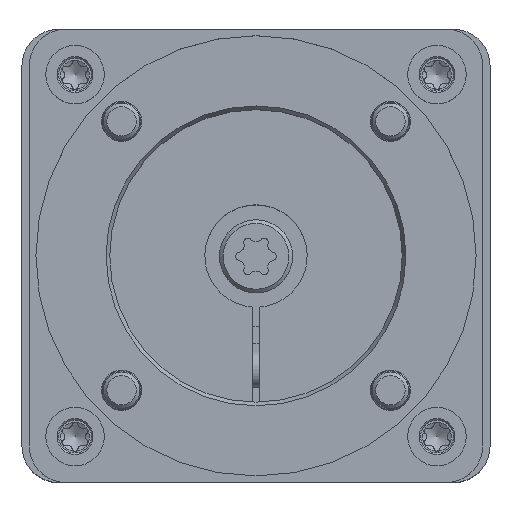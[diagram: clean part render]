
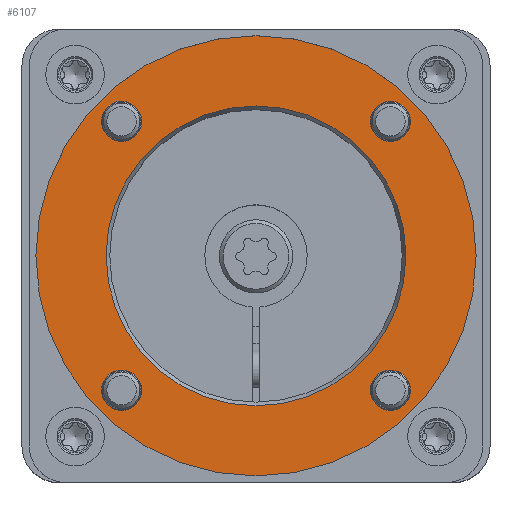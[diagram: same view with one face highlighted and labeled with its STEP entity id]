
A CAD part, top view. The second image highlights one B-rep face of the part: STEP entity #6107.
In plain terms, the highlighted planar face has unit normal (0, 0, 1).
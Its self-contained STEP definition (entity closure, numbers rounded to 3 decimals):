
#1938=ORIENTED_EDGE('',*,*,#3321,.T.);
#1939=ORIENTED_EDGE('',*,*,#3322,.T.);
#1940=ORIENTED_EDGE('',*,*,#3323,.T.);
#1941=ORIENTED_EDGE('',*,*,#3324,.T.);
#1942=ORIENTED_EDGE('',*,*,#3325,.T.);
#1943=ORIENTED_EDGE('',*,*,#3320,.F.);
#3320=EDGE_CURVE('',#4085,#4085,#4596,.T.);
#3321=EDGE_CURVE('',#4086,#4086,#4597,.T.);
#3322=EDGE_CURVE('',#4087,#4087,#4598,.F.);
#3323=EDGE_CURVE('',#4088,#4088,#4599,.F.);
#3324=EDGE_CURVE('',#4089,#4089,#4600,.F.);
#3325=EDGE_CURVE('',#4090,#4090,#4601,.F.);
#4085=VERTEX_POINT('',#11333);
#4086=VERTEX_POINT('',#11336);
#4087=VERTEX_POINT('',#11338);
#4088=VERTEX_POINT('',#11340);
#4089=VERTEX_POINT('',#11342);
#4090=VERTEX_POINT('',#11344);
#4596=CIRCLE('',#7833,30.1);
#4597=CIRCLE('',#7835,20.5);
#4598=CIRCLE('',#7836,2.75);
#4599=CIRCLE('',#7837,2.75);
#4600=CIRCLE('',#7838,2.75);
#4601=CIRCLE('',#7839,2.75);
#5062=EDGE_LOOP('',(#1938));
#5063=EDGE_LOOP('',(#1939));
#5064=EDGE_LOOP('',(#1940));
#5065=EDGE_LOOP('',(#1941));
#5066=EDGE_LOOP('',(#1942));
#5067=EDGE_LOOP('',(#1943));
#5575=FACE_BOUND('',#5062,.T.);
#5576=FACE_BOUND('',#5063,.T.);
#5577=FACE_BOUND('',#5064,.T.);
#5578=FACE_BOUND('',#5065,.T.);
#5579=FACE_BOUND('',#5066,.T.);
#5580=FACE_BOUND('',#5067,.T.);
#5862=PLANE('',#7834);
#6107=ADVANCED_FACE('',(#5575,#5576,#5577,#5578,#5579,#5580),#5862,.T.);
#7833=AXIS2_PLACEMENT_3D('',#11332,#9112,#9113);
#7834=AXIS2_PLACEMENT_3D('',#11334,#9114,#9115);
#7835=AXIS2_PLACEMENT_3D('',#11335,#9116,#9117);
#7836=AXIS2_PLACEMENT_3D('',#11337,#9118,#9119);
#7837=AXIS2_PLACEMENT_3D('',#11339,#9120,#9121);
#7838=AXIS2_PLACEMENT_3D('',#11341,#9122,#9123);
#7839=AXIS2_PLACEMENT_3D('',#11343,#9124,#9125);
#9112=DIRECTION('',(0.,0.,-1.));
#9113=DIRECTION('',(-1.,0.,0.));
#9114=DIRECTION('',(0.,0.,1.));
#9115=DIRECTION('',(1.,0.,0.));
#9116=DIRECTION('',(0.,0.,-1.));
#9117=DIRECTION('',(-1.,0.,0.));
#9118=DIRECTION('',(0.,0.,1.));
#9119=DIRECTION('',(1.,0.,0.));
#9120=DIRECTION('',(0.,0.,1.));
#9121=DIRECTION('',(1.,0.,0.));
#9122=DIRECTION('',(0.,0.,1.));
#9123=DIRECTION('',(1.,0.,0.));
#9124=DIRECTION('',(0.,0.,1.));
#9125=DIRECTION('',(1.,0.,0.));
#11332=CARTESIAN_POINT('',(0.,0.,-3.));
#11333=CARTESIAN_POINT('',(-30.1,0.,-3.));
#11334=CARTESIAN_POINT('',(0.,30.1,-3.));
#11335=CARTESIAN_POINT('',(0.,0.,-3.));
#11336=CARTESIAN_POINT('',(-20.5,0.,-3.));
#11337=CARTESIAN_POINT('',(-18.385,18.385,-3.));
#11338=CARTESIAN_POINT('',(-15.635,18.385,-3.));
#11339=CARTESIAN_POINT('',(-18.385,-18.385,-3.));
#11340=CARTESIAN_POINT('',(-15.635,-18.385,-3.));
#11341=CARTESIAN_POINT('',(18.385,-18.385,-3.));
#11342=CARTESIAN_POINT('',(21.135,-18.385,-3.));
#11343=CARTESIAN_POINT('',(18.385,18.385,-3.));
#11344=CARTESIAN_POINT('',(21.135,18.385,-3.));
